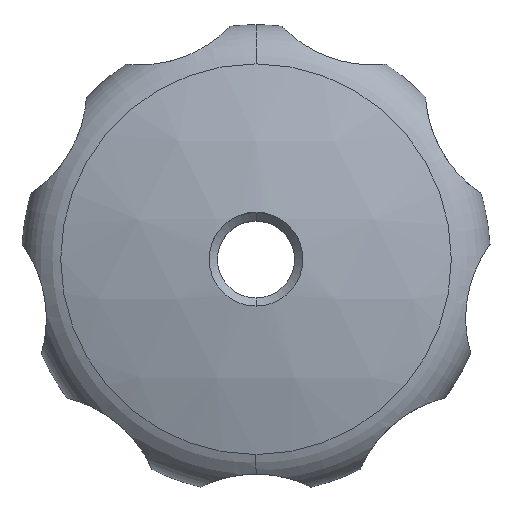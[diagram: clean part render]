
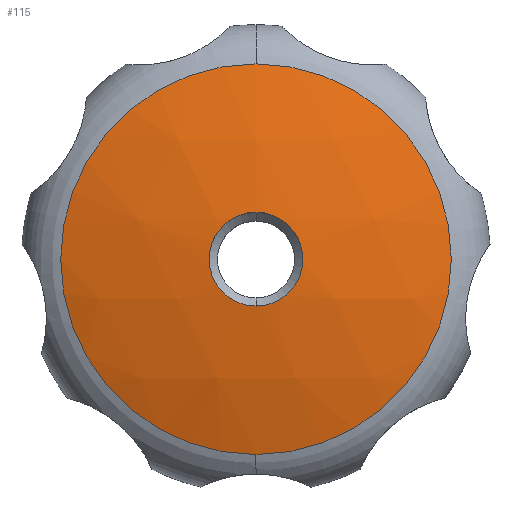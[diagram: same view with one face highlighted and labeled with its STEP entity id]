
A CAD part, top view. The second image highlights one B-rep face of the part: STEP entity #115.
In plain terms, the highlighted spherical face has radius 80.561 mm.
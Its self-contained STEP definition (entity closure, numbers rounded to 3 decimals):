
#115=ADVANCED_FACE('',(#225,#226),#227,.T.);
#225=FACE_BOUND('',#327,.T.);
#226=FACE_OUTER_BOUND('',#328,.T.);
#227=SPHERICAL_SURFACE('',#329,80.561);
#327=EDGE_LOOP('',(#602,#603,#604));
#328=EDGE_LOOP('',(#605,#606,#607));
#329=AXIS2_PLACEMENT_3D('',#608,#609,#610);
#602=ORIENTED_EDGE('',*,*,#682,.T.);
#603=ORIENTED_EDGE('',*,*,#685,.T.);
#604=ORIENTED_EDGE('',*,*,#683,.T.);
#605=ORIENTED_EDGE('',*,*,#644,.T.);
#606=ORIENTED_EDGE('',*,*,#718,.T.);
#607=ORIENTED_EDGE('',*,*,#645,.T.);
#608=CARTESIAN_POINT('',(0.0,0.,-41.561));
#609=DIRECTION('',(0.0,-1.0,0.));
#610=DIRECTION('',(1.0,0.0,0.0));
#644=EDGE_CURVE('',#777,#775,#778,.T.);
#645=EDGE_CURVE('',#779,#777,#780,.T.);
#682=EDGE_CURVE('',#838,#836,#839,.T.);
#683=EDGE_CURVE('',#834,#838,#840,.T.);
#685=EDGE_CURVE('',#836,#834,#842,.T.);
#718=EDGE_CURVE('',#775,#779,#876,.T.);
#775=VERTEX_POINT('',#1233);
#777=VERTEX_POINT('',#1235);
#778=CIRCLE('',#1236,24.992);
#779=VERTEX_POINT('',#1237);
#780=CIRCLE('',#1238,24.992);
#834=VERTEX_POINT('',#1313);
#836=VERTEX_POINT('',#1316);
#838=VERTEX_POINT('',#1319);
#839=CIRCLE('',#1320,6.0);
#840=CIRCLE('',#1321,6.0);
#842=CIRCLE('',#1323,6.0);
#876=CIRCLE('',#1456,24.992);
#1233=CARTESIAN_POINT('',(0.,24.992,35.025));
#1235=CARTESIAN_POINT('',(24.992,0.,35.025));
#1236=AXIS2_PLACEMENT_3D('',#1506,#1507,#1508);
#1237=CARTESIAN_POINT('',(0.,-24.992,35.025));
#1238=AXIS2_PLACEMENT_3D('',#1509,#1510,#1511);
#1313=CARTESIAN_POINT('',(0.,-6.0,38.776));
#1316=CARTESIAN_POINT('',(0.,6.0,38.776));
#1319=CARTESIAN_POINT('',(-6.0,0.,38.776));
#1320=AXIS2_PLACEMENT_3D('',#1569,#1570,#1571);
#1321=AXIS2_PLACEMENT_3D('',#1572,#1573,#1574);
#1323=AXIS2_PLACEMENT_3D('',#1575,#1576,#1577);
#1456=AXIS2_PLACEMENT_3D('',#1605,#1606,#1607);
#1506=CARTESIAN_POINT('',(0.0,0.,35.025));
#1507=DIRECTION('',(-0.0,0.,1.0));
#1508=DIRECTION('',(1.0,0.0,0.0));
#1509=CARTESIAN_POINT('',(0.0,0.,35.025));
#1510=DIRECTION('',(-0.0,0.,1.0));
#1511=DIRECTION('',(1.0,0.0,0.0));
#1569=CARTESIAN_POINT('',(0.0,0.0,38.776));
#1570=DIRECTION('',(0.0,0.0,-1.0));
#1571=DIRECTION('',(1.0,0.0,0.0));
#1572=CARTESIAN_POINT('',(0.0,0.0,38.776));
#1573=DIRECTION('',(0.0,0.0,-1.0));
#1574=DIRECTION('',(1.0,0.0,0.0));
#1575=CARTESIAN_POINT('',(0.0,0.0,38.776));
#1576=DIRECTION('',(0.0,0.0,-1.0));
#1577=DIRECTION('',(1.0,0.0,0.0));
#1605=CARTESIAN_POINT('',(0.0,0.,35.025));
#1606=DIRECTION('',(-0.0,0.,1.0));
#1607=DIRECTION('',(1.0,0.0,0.0));
